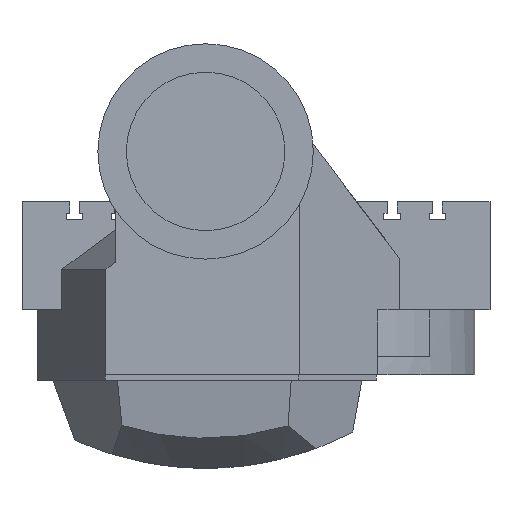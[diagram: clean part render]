
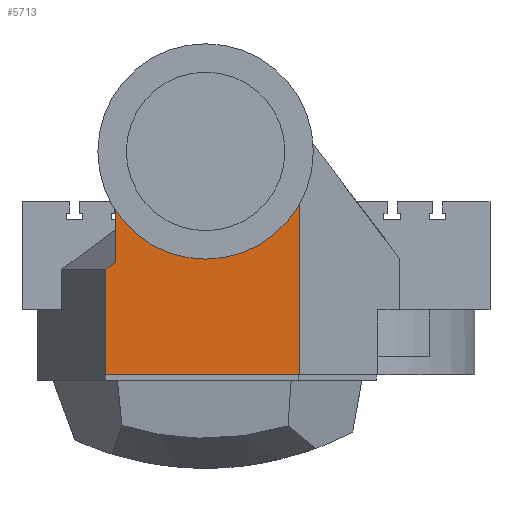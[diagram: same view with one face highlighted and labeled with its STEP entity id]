
A CAD part, left-side view. The second image highlights one B-rep face of the part: STEP entity #5713.
In plain terms, the highlighted planar face has unit normal (-1, 0, 0).
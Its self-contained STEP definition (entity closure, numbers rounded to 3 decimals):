
#32 = PLANE('',#33);
#33 = AXIS2_PLACEMENT_3D('',#34,#35,#36);
#34 = CARTESIAN_POINT('',(1.068,-2.,-732.5));
#35 = DIRECTION('',(0.,0.,-1.));
#36 = DIRECTION('',(-1.,0.,0.));
#114 = VERTEX_POINT('',#115);
#115 = CARTESIAN_POINT('',(-586.1,-61.012,-732.5));
#129 = PLANE('',#130);
#130 = AXIS2_PLACEMENT_3D('',#131,#132,#133);
#131 = CARTESIAN_POINT('',(-233.56,-326.08,-815.));
#132 = DIRECTION('',(0.601,0.799,0.));
#133 = DIRECTION('',(0.799,-0.601,0.));
#141 = EDGE_CURVE('',#142,#114,#144,.T.);
#142 = VERTEX_POINT('',#143);
#143 = CARTESIAN_POINT('',(-586.1,207.456,-732.5));
#144 = SURFACE_CURVE('',#145,(#149,#156),.PCURVE_S1.);
#145 = LINE('',#146,#147);
#146 = CARTESIAN_POINT('',(-586.1,-60.962,-732.5));
#147 = VECTOR('',#148,1.);
#148 = DIRECTION('',(0.,-1.,0.));
#149 = PCURVE('',#32,#150);
#150 = DEFINITIONAL_REPRESENTATION('',(#151),#155);
#151 = LINE('',#152,#153);
#152 = CARTESIAN_POINT('',(587.168,-58.962));
#153 = VECTOR('',#154,1.);
#154 = DIRECTION('',(0.,-1.));
#155 = ( GEOMETRIC_REPRESENTATION_CONTEXT(2) 
PARAMETRIC_REPRESENTATION_CONTEXT() REPRESENTATION_CONTEXT('2D SPACE',''
  ) );
#156 = PCURVE('',#157,#162);
#157 = PLANE('',#158);
#158 = AXIS2_PLACEMENT_3D('',#159,#160,#161);
#159 = CARTESIAN_POINT('',(-586.1,-60.962,-707.5));
#160 = DIRECTION('',(-1.,0.,0.));
#161 = DIRECTION('',(0.,-1.,0.));
#162 = DEFINITIONAL_REPRESENTATION('',(#163),#167);
#163 = LINE('',#164,#165);
#164 = CARTESIAN_POINT('',(0.,-25.));
#165 = VECTOR('',#166,1.);
#166 = DIRECTION('',(1.,0.));
#167 = ( GEOMETRIC_REPRESENTATION_CONTEXT(2) 
PARAMETRIC_REPRESENTATION_CONTEXT() REPRESENTATION_CONTEXT('2D SPACE',''
  ) );
#185 = PLANE('',#186);
#186 = AXIS2_PLACEMENT_3D('',#187,#188,#189);
#187 = CARTESIAN_POINT('',(-566.031,214.095,-815.));
#188 = DIRECTION('',(0.314,-0.949,0.));
#189 = DIRECTION('',(-0.949,-0.314,0.));
#3542 = EDGE_CURVE('',#3543,#3545,#3547,.T.);
#3543 = VERTEX_POINT('',#3544);
#3544 = CARTESIAN_POINT('',(-586.1,194.1,-576.272));
#3545 = VERTEX_POINT('',#3546);
#3546 = CARTESIAN_POINT('',(-586.1,207.456,-586.12));
#3547 = SURFACE_CURVE('',#3548,(#3552,#3564),.PCURVE_S1.);
#3548 = LINE('',#3549,#3550);
#3549 = CARTESIAN_POINT('',(-586.1,91.561,-500.66));
#3550 = VECTOR('',#3551,1.);
#3551 = DIRECTION('',(0.,0.805,-0.593));
#3552 = PCURVE('',#3553,#3558);
#3553 = PLANE('',#3554);
#3554 = AXIS2_PLACEMENT_3D('',#3555,#3556,#3557);
#3555 = CARTESIAN_POINT('',(-491.961,241.789,
    -588.472));
#3556 = DIRECTION('',(-0.193,0.582,0.79));
#3557 = DIRECTION('',(-0.248,0.75,-0.613));
#3558 = DEFINITIONAL_REPRESENTATION('',(#3559),#3563);
#3559 = LINE('',#3560,#3561);
#3560 = CARTESIAN_POINT('',(-143.154,136.559));
#3561 = VECTOR('',#3562,1.);
#3562 = DIRECTION('',(0.968,-0.253));
#3563 = ( GEOMETRIC_REPRESENTATION_CONTEXT(2) 
PARAMETRIC_REPRESENTATION_CONTEXT() REPRESENTATION_CONTEXT('2D SPACE',''
  ) );
#3564 = PCURVE('',#157,#3565);
#3565 = DEFINITIONAL_REPRESENTATION('',(#3566),#3570);
#3566 = LINE('',#3567,#3568);
#3567 = CARTESIAN_POINT('',(-152.524,206.84));
#3568 = VECTOR('',#3569,1.);
#3569 = DIRECTION('',(-0.805,-0.593));
#3570 = ( GEOMETRIC_REPRESENTATION_CONTEXT(2) 
PARAMETRIC_REPRESENTATION_CONTEXT() REPRESENTATION_CONTEXT('2D SPACE',''
  ) );
#3588 = PLANE('',#3589);
#3589 = AXIS2_PLACEMENT_3D('',#3590,#3591,#3592);
#3590 = CARTESIAN_POINT('',(-934.007,194.1,-592.5));
#3591 = DIRECTION('',(0.,-1.,0.));
#3592 = DIRECTION('',(0.,0.,-1.));
#4293 = EDGE_CURVE('',#142,#3545,#4294,.T.);
#4294 = SURFACE_CURVE('',#4295,(#4299,#4306),.PCURVE_S1.);
#4295 = LINE('',#4296,#4297);
#4296 = CARTESIAN_POINT('',(-586.1,207.456,-707.5));
#4297 = VECTOR('',#4298,1.);
#4298 = DIRECTION('',(0.,0.,1.));
#4299 = PCURVE('',#185,#4300);
#4300 = DEFINITIONAL_REPRESENTATION('',(#4301),#4305);
#4301 = LINE('',#4302,#4303);
#4302 = CARTESIAN_POINT('',(21.138,-107.5));
#4303 = VECTOR('',#4304,1.);
#4304 = DIRECTION('',(0.,-1.));
#4305 = ( GEOMETRIC_REPRESENTATION_CONTEXT(2) 
PARAMETRIC_REPRESENTATION_CONTEXT() REPRESENTATION_CONTEXT('2D SPACE',''
  ) );
#4306 = PCURVE('',#157,#4307);
#4307 = DEFINITIONAL_REPRESENTATION('',(#4308),#4312);
#4308 = LINE('',#4309,#4310);
#4309 = CARTESIAN_POINT('',(-268.418,0.));
#4310 = VECTOR('',#4311,1.);
#4311 = DIRECTION('',(0.,1.));
#4312 = ( GEOMETRIC_REPRESENTATION_CONTEXT(2) 
PARAMETRIC_REPRESENTATION_CONTEXT() REPRESENTATION_CONTEXT('2D SPACE',''
  ) );
#5713 = ADVANCED_FACE('',(#5714),#157,.T.);
#5714 = FACE_BOUND('',#5715,.T.);
#5715 = EDGE_LOOP('',(#5716,#5717,#5740,#5768,#5797,#5826,#5847,#5848));
#5716 = ORIENTED_EDGE('',*,*,#141,.T.);
#5717 = ORIENTED_EDGE('',*,*,#5718,.T.);
#5718 = EDGE_CURVE('',#114,#5719,#5721,.T.);
#5719 = VERTEX_POINT('',#5720);
#5720 = CARTESIAN_POINT('',(-586.1,-61.012,-386.958));
#5721 = SURFACE_CURVE('',#5722,(#5726,#5733),.PCURVE_S1.);
#5722 = LINE('',#5723,#5724);
#5723 = CARTESIAN_POINT('',(-586.1,-61.012,-815.));
#5724 = VECTOR('',#5725,1.);
#5725 = DIRECTION('',(0.,0.,1.));
#5726 = PCURVE('',#157,#5727);
#5727 = DEFINITIONAL_REPRESENTATION('',(#5728),#5732);
#5728 = LINE('',#5729,#5730);
#5729 = CARTESIAN_POINT('',(0.05,-107.5));
#5730 = VECTOR('',#5731,1.);
#5731 = DIRECTION('',(0.,1.));
#5732 = ( GEOMETRIC_REPRESENTATION_CONTEXT(2) 
PARAMETRIC_REPRESENTATION_CONTEXT() REPRESENTATION_CONTEXT('2D SPACE',''
  ) );
#5733 = PCURVE('',#129,#5734);
#5734 = DEFINITIONAL_REPRESENTATION('',(#5735),#5739);
#5735 = LINE('',#5736,#5737);
#5736 = CARTESIAN_POINT('',(-441.073,0.));
#5737 = VECTOR('',#5738,1.);
#5738 = DIRECTION('',(0.,-1.));
#5739 = ( GEOMETRIC_REPRESENTATION_CONTEXT(2) 
PARAMETRIC_REPRESENTATION_CONTEXT() REPRESENTATION_CONTEXT('2D SPACE',''
  ) );
#5740 = ORIENTED_EDGE('',*,*,#5741,.F.);
#5741 = EDGE_CURVE('',#5742,#5719,#5744,.T.);
#5742 = VERTEX_POINT('',#5743);
#5743 = CARTESIAN_POINT('',(-586.1,-30.725,-346.969));
#5744 = SURFACE_CURVE('',#5745,(#5749,#5756),.PCURVE_S1.);
#5745 = LINE('',#5746,#5747);
#5746 = CARTESIAN_POINT('',(-586.1,-215.271,-590.627));
#5747 = VECTOR('',#5748,1.);
#5748 = DIRECTION('',(0.,-0.604,-0.797));
#5749 = PCURVE('',#157,#5750);
#5750 = DEFINITIONAL_REPRESENTATION('',(#5751),#5755);
#5751 = LINE('',#5752,#5753);
#5752 = CARTESIAN_POINT('',(154.309,116.873));
#5753 = VECTOR('',#5754,1.);
#5754 = DIRECTION('',(0.604,-0.797));
#5755 = ( GEOMETRIC_REPRESENTATION_CONTEXT(2) 
PARAMETRIC_REPRESENTATION_CONTEXT() REPRESENTATION_CONTEXT('2D SPACE',''
  ) );
#5756 = PCURVE('',#5757,#5762);
#5757 = PLANE('',#5758);
#5758 = AXIS2_PLACEMENT_3D('',#5759,#5760,#5761);
#5759 = CARTESIAN_POINT('',(-16.,-87.886,-422.44));
#5760 = DIRECTION('',(0.,0.797,-0.604));
#5761 = DIRECTION('',(0.,-0.604,-0.797));
#5762 = DEFINITIONAL_REPRESENTATION('',(#5763),#5767);
#5763 = LINE('',#5764,#5765);
#5764 = CARTESIAN_POINT('',(210.983,570.1));
#5765 = VECTOR('',#5766,1.);
#5766 = DIRECTION('',(1.,-0.));
#5767 = ( GEOMETRIC_REPRESENTATION_CONTEXT(2) 
PARAMETRIC_REPRESENTATION_CONTEXT() REPRESENTATION_CONTEXT('2D SPACE',''
  ) );
#5768 = ORIENTED_EDGE('',*,*,#5769,.F.);
#5769 = EDGE_CURVE('',#5770,#5742,#5772,.T.);
#5770 = VERTEX_POINT('',#5771);
#5771 = CARTESIAN_POINT('',(-586.1,-56.1,-422.5));
#5772 = SURFACE_CURVE('',#5773,(#5778,#5785),.PCURVE_S1.);
#5773 = CIRCLE('',#5774,125.1);
#5774 = AXIS2_PLACEMENT_3D('',#5775,#5776,#5777);
#5775 = CARTESIAN_POINT('',(-586.1,69.,-422.5));
#5776 = DIRECTION('',(-1.,0.,0.));
#5777 = DIRECTION('',(0.,0.,1.));
#5778 = PCURVE('',#157,#5779);
#5779 = DEFINITIONAL_REPRESENTATION('',(#5780),#5784);
#5780 = CIRCLE('',#5781,125.1);
#5781 = AXIS2_PLACEMENT_2D('',#5782,#5783);
#5782 = CARTESIAN_POINT('',(-129.962,285.));
#5783 = DIRECTION('',(0.,1.));
#5784 = ( GEOMETRIC_REPRESENTATION_CONTEXT(2) 
PARAMETRIC_REPRESENTATION_CONTEXT() REPRESENTATION_CONTEXT('2D SPACE',''
  ) );
#5785 = PCURVE('',#5786,#5791);
#5786 = CYLINDRICAL_SURFACE('',#5787,125.1);
#5787 = AXIS2_PLACEMENT_3D('',#5788,#5789,#5790);
#5788 = CARTESIAN_POINT('',(-16.,69.,-422.5));
#5789 = DIRECTION('',(1.,0.,0.));
#5790 = DIRECTION('',(0.,-1.,0.));
#5791 = DEFINITIONAL_REPRESENTATION('',(#5792),#5796);
#5792 = LINE('',#5793,#5794);
#5793 = CARTESIAN_POINT('',(10.996,-570.1));
#5794 = VECTOR('',#5795,1.);
#5795 = DIRECTION('',(-1.,0.));
#5796 = ( GEOMETRIC_REPRESENTATION_CONTEXT(2) 
PARAMETRIC_REPRESENTATION_CONTEXT() REPRESENTATION_CONTEXT('2D SPACE',''
  ) );
#5797 = ORIENTED_EDGE('',*,*,#5798,.F.);
#5798 = EDGE_CURVE('',#5799,#5770,#5801,.T.);
#5799 = VERTEX_POINT('',#5800);
#5800 = CARTESIAN_POINT('',(-586.1,194.1,-422.5));
#5801 = SURFACE_CURVE('',#5802,(#5807,#5814),.PCURVE_S1.);
#5802 = CIRCLE('',#5803,125.1);
#5803 = AXIS2_PLACEMENT_3D('',#5804,#5805,#5806);
#5804 = CARTESIAN_POINT('',(-586.1,69.,-422.5));
#5805 = DIRECTION('',(-1.,0.,0.));
#5806 = DIRECTION('',(0.,0.,1.));
#5807 = PCURVE('',#157,#5808);
#5808 = DEFINITIONAL_REPRESENTATION('',(#5809),#5813);
#5809 = CIRCLE('',#5810,125.1);
#5810 = AXIS2_PLACEMENT_2D('',#5811,#5812);
#5811 = CARTESIAN_POINT('',(-129.962,285.));
#5812 = DIRECTION('',(0.,1.));
#5813 = ( GEOMETRIC_REPRESENTATION_CONTEXT(2) 
PARAMETRIC_REPRESENTATION_CONTEXT() REPRESENTATION_CONTEXT('2D SPACE',''
  ) );
#5814 = PCURVE('',#5815,#5820);
#5815 = CYLINDRICAL_SURFACE('',#5816,125.1);
#5816 = AXIS2_PLACEMENT_3D('',#5817,#5818,#5819);
#5817 = CARTESIAN_POINT('',(-566.,69.,-422.5));
#5818 = DIRECTION('',(-1.,0.,0.));
#5819 = DIRECTION('',(0.,1.,0.));
#5820 = DEFINITIONAL_REPRESENTATION('',(#5821),#5825);
#5821 = LINE('',#5822,#5823);
#5822 = CARTESIAN_POINT('',(-1.571,20.1));
#5823 = VECTOR('',#5824,1.);
#5824 = DIRECTION('',(1.,0.));
#5825 = ( GEOMETRIC_REPRESENTATION_CONTEXT(2) 
PARAMETRIC_REPRESENTATION_CONTEXT() REPRESENTATION_CONTEXT('2D SPACE',''
  ) );
#5826 = ORIENTED_EDGE('',*,*,#5827,.T.);
#5827 = EDGE_CURVE('',#5799,#3543,#5828,.T.);
#5828 = SURFACE_CURVE('',#5829,(#5833,#5840),.PCURVE_S1.);
#5829 = LINE('',#5830,#5831);
#5830 = CARTESIAN_POINT('',(-586.1,194.1,-592.5));
#5831 = VECTOR('',#5832,1.);
#5832 = DIRECTION('',(0.,0.,-1.));
#5833 = PCURVE('',#157,#5834);
#5834 = DEFINITIONAL_REPRESENTATION('',(#5835),#5839);
#5835 = LINE('',#5836,#5837);
#5836 = CARTESIAN_POINT('',(-255.062,115.));
#5837 = VECTOR('',#5838,1.);
#5838 = DIRECTION('',(0.,-1.));
#5839 = ( GEOMETRIC_REPRESENTATION_CONTEXT(2) 
PARAMETRIC_REPRESENTATION_CONTEXT() REPRESENTATION_CONTEXT('2D SPACE',''
  ) );
#5840 = PCURVE('',#3588,#5841);
#5841 = DEFINITIONAL_REPRESENTATION('',(#5842),#5846);
#5842 = LINE('',#5843,#5844);
#5843 = CARTESIAN_POINT('',(0.,347.907));
#5844 = VECTOR('',#5845,1.);
#5845 = DIRECTION('',(1.,0.));
#5846 = ( GEOMETRIC_REPRESENTATION_CONTEXT(2) 
PARAMETRIC_REPRESENTATION_CONTEXT() REPRESENTATION_CONTEXT('2D SPACE',''
  ) );
#5847 = ORIENTED_EDGE('',*,*,#3542,.T.);
#5848 = ORIENTED_EDGE('',*,*,#4293,.F.);
